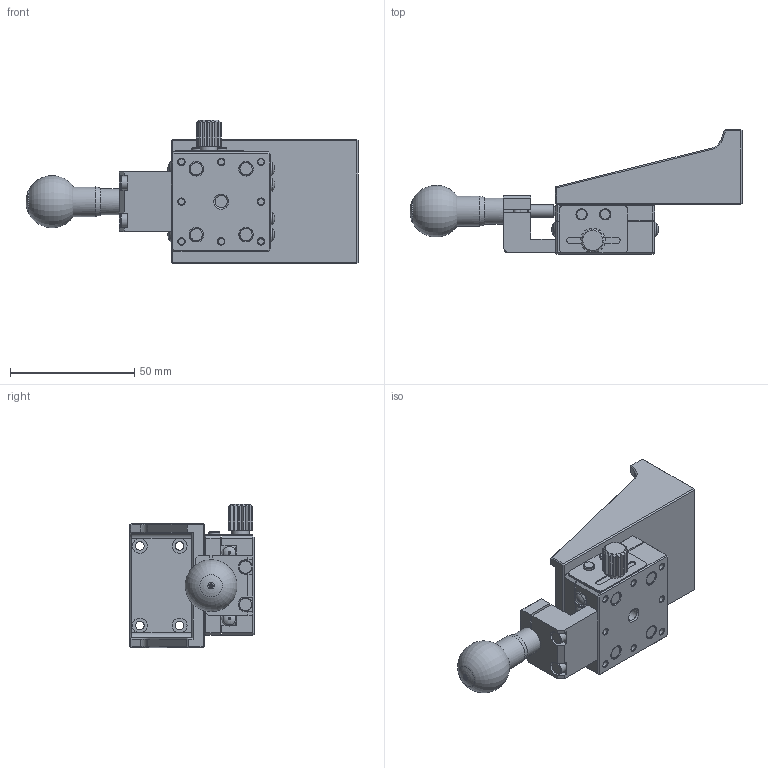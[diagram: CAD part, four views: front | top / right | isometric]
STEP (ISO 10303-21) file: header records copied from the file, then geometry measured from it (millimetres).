
FILE_DESCRIPTION (( 'STEP AP203' ), '1' );
FILE_NAME ('528877.STEP', '2024-10-17T10:04:01', ( 'Windows User' ), ( 'P R C' ), 'SwSTEP 2.0', 'SolidWorks 2020', '' );
FILE_SCHEMA (( 'CONFIG_CONTROL_DESIGN' ));
Length unit declared in the file: millimetre
Products named in the file (1): 528877
Bounding box: 133.49 x 50 x 57.8 mm (x, y, z)
Volume: 64636.7 mm3; surface area: 36116.1 mm2
Topology: 3 solids, 3 shells, 1311 faces, 2900 edges, 1622 vertices
Faces by surface type: bspline 650, plane 278, cylinder 255, cone 118, torus 10
Full cylindrical faces by diameter (mm): 2.459 x8, 2.5 x4, 3 x2, 3.5 x8, 4.5 x2, 4.917 x1, 5 x9, 5.5 x11, 5.9 x9, 6 x4, 6.5 x4, 7 x1, 9 x1, 10.5 x1, 11.996 x1
Entity records: 47240 total; most frequent: CARTESIAN_POINT 26478, ORIENTED_EDGE 5522, EDGE_CURVE 2761, DIRECTION 2654, VERTEX_POINT 1588, EDGE_LOOP 1477, FACE_OUTER_BOUND 1385, ADVANCED_FACE 1311
